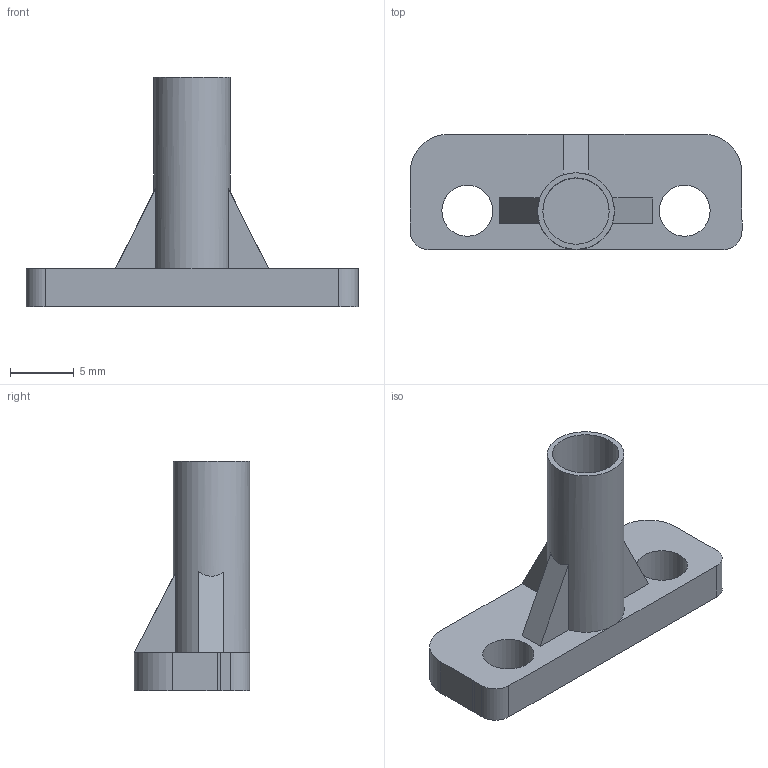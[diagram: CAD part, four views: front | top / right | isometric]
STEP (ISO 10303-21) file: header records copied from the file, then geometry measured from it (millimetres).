
FILE_DESCRIPTION(/* description */ (''),/* implementation_level */ '2;1');
FILE_NAME(/* name */ '',/* time_stamp */ '2025-03-28T20:06:36+08:00',/* author */ (''),/* organization */ (''),/* preprocessor_version */ 'ST-DEVELOPER v20.1',/* originating_system */ 'Autodesk Translation Framework v14.4.0.0',/* authorisation */ '');
FILE_SCHEMA (('AUTOMOTIVE_DESIGN { 1 0 10303 214 3 1 1 }'));
Length unit declared in the file: millimetre
Products named in the file (1): 碳杆连接器
Bounding box: 26.03 x 9.06 x 18 mm (x, y, z)
Volume: 779.7 mm3; surface area: 1259 mm2
Topology: 1 solids, 1 shells, 30 faces, 78 edges, 51 vertices
Faces by surface type: plane 20, cylinder 10
Full cylindrical faces by diameter (mm): 4 x2, 5.2 x1, 6.011 x1
Entity records: 973 total; most frequent: DIRECTION 167, CARTESIAN_POINT 160, ORIENTED_EDGE 156, EDGE_CURVE 78, AXIS2_PLACEMENT_3D 58, LINE 51, VECTOR 51, VERTEX_POINT 51
